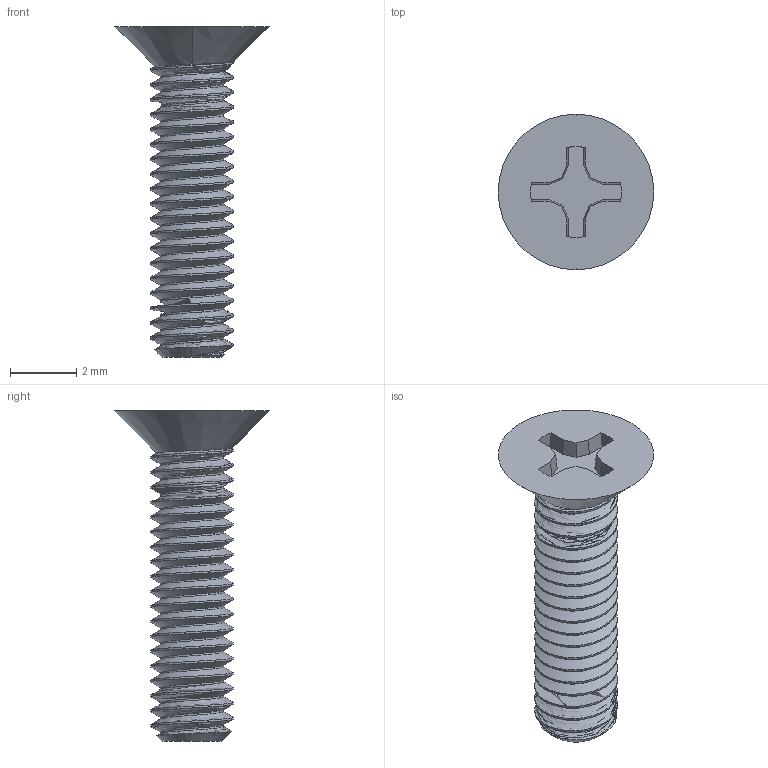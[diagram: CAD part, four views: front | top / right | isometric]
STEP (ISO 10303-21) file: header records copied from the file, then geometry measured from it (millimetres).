
FILE_DESCRIPTION (( 'STEP AP203' ), '1' );
FILE_NAME ('92010A020_Passivated 18-8 Stainless Steel Phillips Flat Head Screw.STEP', '2022-03-23T20:52:59', ( 'Administrator' ), ( 'Managed by Terraform' ), 'SwSTEP 2.0', 'SolidWorks 2017', '' );
FILE_SCHEMA (( 'CONFIG_CONTROL_DESIGN' ));
Length unit declared in the file: millimetre
Products named in the file (1): 92010A020_Passivated 18-8 Stainless Steel Phillips Flat Head Screw
Bounding box: 4.7 x 4.7 x 10 mm (x, y, z)
Volume: 44.5 mm3; surface area: 149.4 mm2
Topology: 1 solids, 1 shells, 72 faces, 207 edges, 138 vertices
Faces by surface type: cylinder 46, plane 19, cone 4, bspline 3
Entity records: 4765 total; most frequent: CARTESIAN_POINT 3071, ORIENTED_EDGE 414, DIRECTION 269, EDGE_CURVE 207, VERTEX_POINT 138, AXIS2_PLACEMENT_3D 90, VECTOR 89, LINE 89
